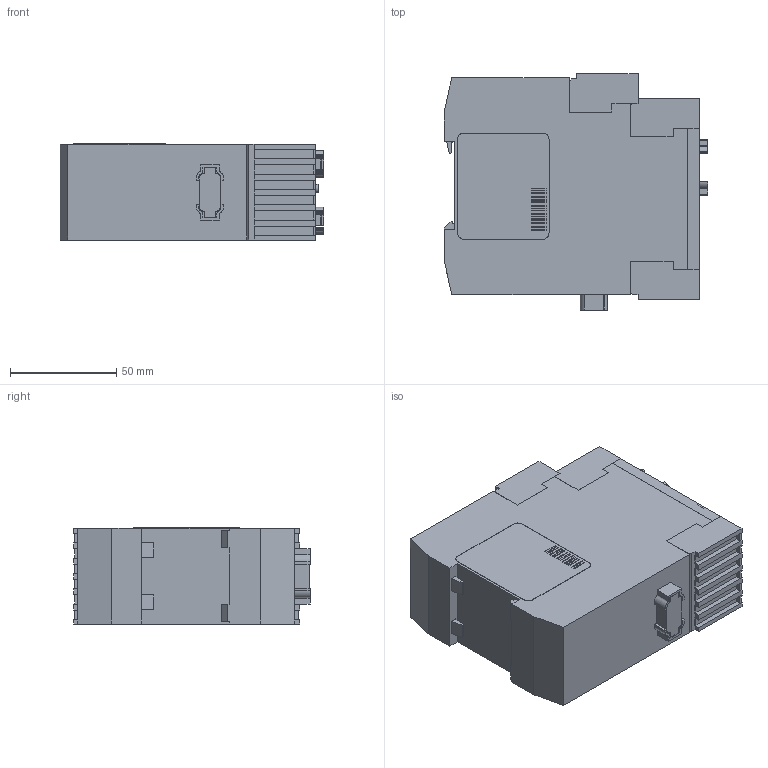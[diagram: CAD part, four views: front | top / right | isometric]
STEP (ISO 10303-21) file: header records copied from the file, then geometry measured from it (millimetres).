
FILE_DESCRIPTION (( 'STEP AP214' ), '1' );
FILE_NAME ('3RK3111-1AA10.STEP', '2011-02-23T13:49:01', ( 'Uwe Förster' ), ( 'Siemens and Partners' ), 'SwSTEP 2.0', 'SolidWorks 2011', '' );
FILE_SCHEMA (( 'AUTOMOTIVE_DESIGN' ));
Length unit declared in the file: millimetre
Products named in the file (1): 3RK3111-1AA10
Bounding box: 124 x 111.15 x 45.2 mm (x, y, z)
Volume: 518374.8 mm3; surface area: 59103.7 mm2
Topology: 1 solids, 1 shells, 1634 faces, 4370 edges, 2893 vertices
Faces by surface type: plane 1173, bspline 389, cylinder 72
Entity records: 80220 total; most frequent: CARTESIAN_POINT 24744, ORIENTED_EDGE 8740, DIRECTION 6085, EDGE_CURVE 4370, VECTOR 3305, LINE 3305, VERTEX_POINT 2893, EDGE_LOOP 1797
